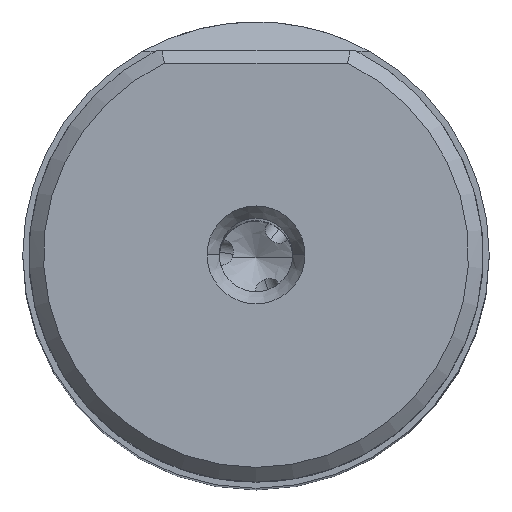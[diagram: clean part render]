
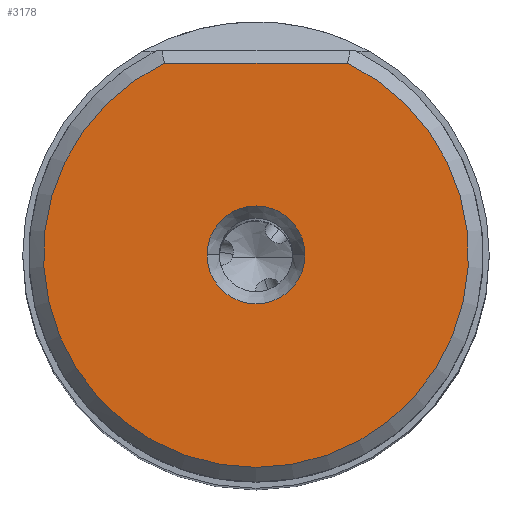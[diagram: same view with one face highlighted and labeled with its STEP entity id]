
A CAD part, top view. The second image highlights one B-rep face of the part: STEP entity #3178.
In plain terms, the highlighted planar face has unit normal (0, 0, 1).
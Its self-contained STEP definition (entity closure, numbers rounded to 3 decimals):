
#1664=FACE_BOUND('',#7260,.T.);
#1665=FACE_BOUND('',#7261,.T.);
#3178=ADVANCED_FACE('',(#1664,#1665),#4147,.T.);
#4147=PLANE('',#36641);
#7260=EDGE_LOOP('',(#20191,#20192,#20193));
#7261=EDGE_LOOP('',(#20194,#20195));
#8861=LINE('',#77948,#10297);
#10297=VECTOR('',#43785,1.);
#20191=ORIENTED_EDGE('',*,*,#30441,.F.);
#20192=ORIENTED_EDGE('',*,*,#30440,.F.);
#20193=ORIENTED_EDGE('',*,*,#30436,.F.);
#20194=ORIENTED_EDGE('',*,*,#30442,.F.);
#20195=ORIENTED_EDGE('',*,*,#30443,.F.);
#25696=VERTEX_POINT('',#77947);
#25697=VERTEX_POINT('',#77949);
#25699=VERTEX_POINT('',#77961);
#25700=VERTEX_POINT('',#77965);
#25701=VERTEX_POINT('',#77966);
#30436=EDGE_CURVE('',#25696,#25697,#8861,.T.);
#30440=EDGE_CURVE('',#25697,#25699,#32828,.T.);
#30441=EDGE_CURVE('',#25699,#25696,#32829,.T.);
#30442=EDGE_CURVE('',#25700,#25701,#32830,.T.);
#30443=EDGE_CURVE('',#25701,#25700,#32831,.T.);
#32828=CIRCLE('',#36636,17.35);
#32829=CIRCLE('',#36637,17.35);
#32830=CIRCLE('',#36639,4.);
#32831=CIRCLE('',#36640,4.);
#36636=AXIS2_PLACEMENT_3D('',#77960,#43792,#43793);
#36637=AXIS2_PLACEMENT_3D('',#77962,#43794,#43795);
#36639=AXIS2_PLACEMENT_3D('',#77964,#43798,#43799);
#36640=AXIS2_PLACEMENT_3D('',#77967,#43800,#43801);
#36641=AXIS2_PLACEMENT_3D('',#77968,#43802,#43803);
#43785=DIRECTION('',(1.,0.,0.));
#43792=DIRECTION('',(0.,0.,-1.));
#43793=DIRECTION('',(0.43,0.903,0.));
#43794=DIRECTION('',(0.,0.,-1.));
#43795=DIRECTION('',(0.,-1.,0.));
#43798=DIRECTION('',(0.,0.,1.));
#43799=DIRECTION('',(-1.,0.,0.));
#43800=DIRECTION('',(0.,0.,1.));
#43801=DIRECTION('',(1.,0.,0.));
#43802=DIRECTION('',(0.,0.,1.));
#43803=DIRECTION('',(-1.,0.,0.));
#77947=CARTESIAN_POINT('',(-7.469,15.66,0.));
#77948=CARTESIAN_POINT('',(-7.469,15.66,0.));
#77949=CARTESIAN_POINT('',(7.469,15.66,0.));
#77960=CARTESIAN_POINT('',(0.,0.,0.));
#77961=CARTESIAN_POINT('',(0.,-17.35,0.));
#77962=CARTESIAN_POINT('',(0.,0.,0.));
#77964=CARTESIAN_POINT('',(0.,0.,0.));
#77965=CARTESIAN_POINT('',(-4.,0.,0.));
#77966=CARTESIAN_POINT('',(4.,0.,0.));
#77967=CARTESIAN_POINT('',(0.,0.,0.));
#77968=CARTESIAN_POINT('',(0.,-0.845,0.));
